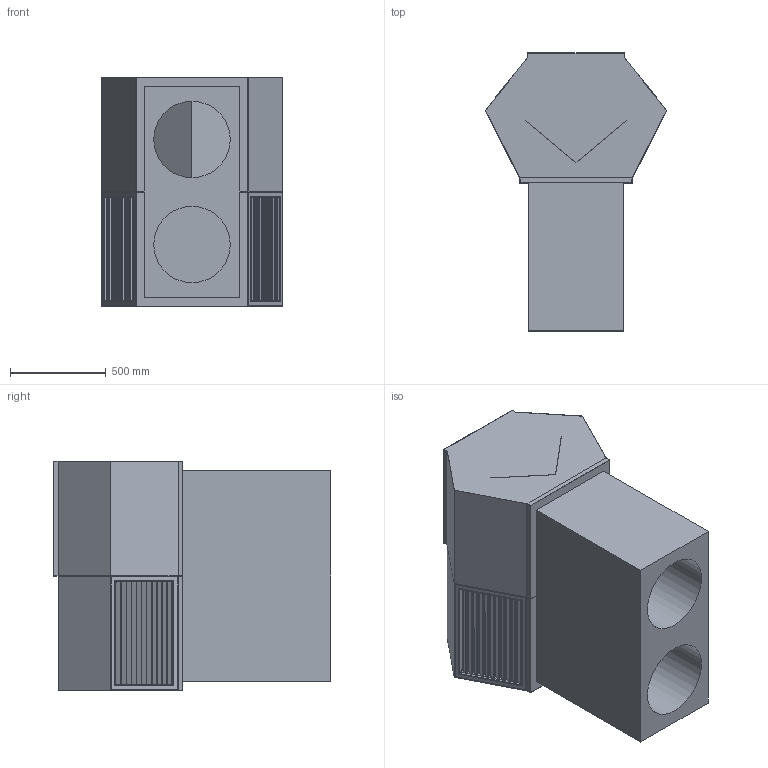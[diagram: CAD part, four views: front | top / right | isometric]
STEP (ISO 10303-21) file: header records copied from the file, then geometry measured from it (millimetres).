
FILE_DESCRIPTION (( 'STEP AP214' ), '1' );
FILE_NAME ('TBHC3.STEP', '2014-06-24T11:58:33', ( '' ), ( '' ), 'SwSTEP 2.0', 'SolidWorks 2014', '' );
FILE_SCHEMA (( 'AUTOMOTIVE_DESIGN' ));
Length unit declared in the file: millimetre
Products named in the file (8): TGC_tgc3; TBHA2_TBHC3B; TBHA_tbhc-3a; galler 3m_TBHA3; tLamell-200_540; GH ram_TBHA3; TBHA2_TBHC3A; TBHC3
Assembly tree (18 placements, depth 4):
  TBHC3
    TBHA_tbhc-3a
      TBHA2_TBHC3A
      galler 3m_TBHA3  x2
        GH ram_TBHA3
        tLamell-200_540
    TBHA2_TBHC3B
    TGC_tgc3
Bounding box: 950 x 1454.6 x 1200 mm (x, y, z)
Volume: 246749167.7 mm3; surface area: 16745870.9 mm2
Topology: 35 solids, 35 shells, 711 faces, 1548 edges, 912 vertices
Faces by surface type: plane 571, cylinder 140
Entity records: 5261 total; most frequent: CARTESIAN_POINT 810, DIRECTION 766, ORIENTED_EDGE 764, EDGE_CURVE 382, VECTOR 358, LINE 358, VERTEX_POINT 248, AXIS2_PLACEMENT_3D 204
